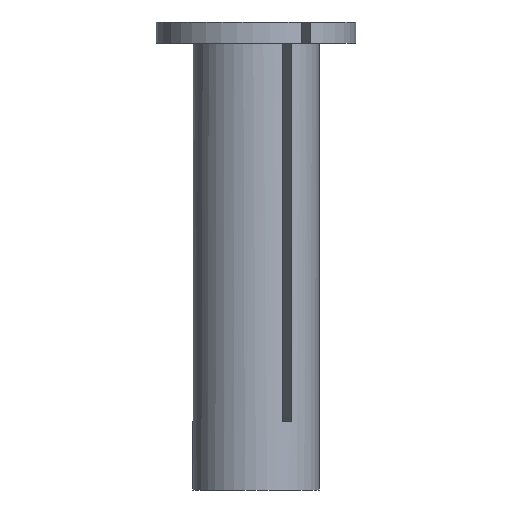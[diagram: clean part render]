
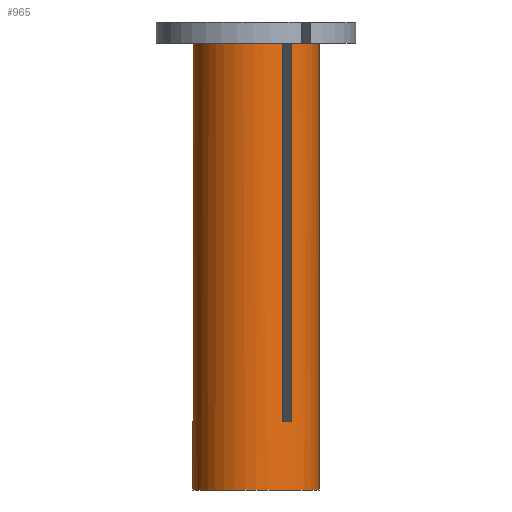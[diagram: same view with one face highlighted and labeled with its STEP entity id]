
A CAD part, front view. The second image highlights one B-rep face of the part: STEP entity #965.
In plain terms, the highlighted cylindrical face has radius 6 mm (diameter 12 mm), a partial arc.
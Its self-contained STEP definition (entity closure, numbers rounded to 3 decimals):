
#12 = EDGE_CURVE ( 'NONE', #622, #737, #868, .T. ) ;
#76 = DIRECTION ( 'NONE',  ( 0., 0., -1. ) ) ;
#79 = ORIENTED_EDGE ( 'NONE', *, *, #422, .F. ) ;
#85 = CARTESIAN_POINT ( 'NONE',  ( 0., 0., 42.5 ) ) ;
#98 = DIRECTION ( 'NONE',  ( -1., 0., 0. ) ) ;
#111 = DIRECTION ( 'NONE',  ( 0., 0., 1. ) ) ;
#112 = CIRCLE ( 'NONE', #148, 6. ) ;
#132 = CARTESIAN_POINT ( 'NONE',  ( -5.979, -0.5, 6.5 ) ) ;
#148 = AXIS2_PLACEMENT_3D ( 'NONE', #750, #255, #98 ) ;
#155 = ORIENTED_EDGE ( 'NONE', *, *, #400, .F. ) ;
#157 = CARTESIAN_POINT ( 'NONE',  ( 2.557, -5.428, 6.5 ) ) ;
#162 = VECTOR ( 'NONE', #111, 1000. ) ;
#179 = FACE_OUTER_BOUND ( 'NONE', #550, .T. ) ;
#181 = ORIENTED_EDGE ( 'NONE', *, *, #594, .F. ) ;
#184 = DIRECTION ( 'NONE',  ( -1., 0., 0. ) ) ;
#190 = CARTESIAN_POINT ( 'NONE',  ( 3.423, -4.928, 42.5 ) ) ;
#197 = VERTEX_POINT ( 'NONE', #157 ) ;
#213 = AXIS2_PLACEMENT_3D ( 'NONE', #869, #416, #1006 ) ;
#248 = CIRCLE ( 'NONE', #548, 6. ) ;
#255 = DIRECTION ( 'NONE',  ( 0., 0., -1. ) ) ;
#265 = DIRECTION ( 'NONE',  ( 0., 0., 1. ) ) ;
#276 = VECTOR ( 'NONE', #772, 1000. ) ;
#281 = CARTESIAN_POINT ( 'NONE',  ( 3.423, -4.928, -14.163 ) ) ;
#283 = CARTESIAN_POINT ( 'NONE',  ( -6., 0., 0. ) ) ;
#284 = LINE ( 'NONE', #689, #162 ) ;
#296 = VERTEX_POINT ( 'NONE', #739 ) ;
#299 = LINE ( 'NONE', #1012, #276 ) ;
#302 = ORIENTED_EDGE ( 'NONE', *, *, #895, .F. ) ;
#311 = VECTOR ( 'NONE', #370, 1000. ) ;
#314 = EDGE_CURVE ( 'NONE', #734, #731, #248, .T. ) ;
#324 = DIRECTION ( 'NONE',  ( 0., 0., -1. ) ) ;
#329 = CYLINDRICAL_SURFACE ( 'NONE', #429, 6. ) ;
#331 = DIRECTION ( 'NONE',  ( -1., 0., 0. ) ) ;
#346 = CARTESIAN_POINT ( 'NONE',  ( 0., 0., 6.5 ) ) ;
#370 = DIRECTION ( 'NONE',  ( 0., 0., 1. ) ) ;
#371 = CARTESIAN_POINT ( 'NONE',  ( -6., 0., -14.163 ) ) ;
#400 = EDGE_CURVE ( 'NONE', #296, #632, #907, .T. ) ;
#403 = CARTESIAN_POINT ( 'NONE',  ( 0., 0., -14.163 ) ) ;
#415 = CARTESIAN_POINT ( 'NONE',  ( 3.423, -4.928, 6.5 ) ) ;
#416 = DIRECTION ( 'NONE',  ( 0., 0., -1. ) ) ;
#422 = EDGE_CURVE ( 'NONE', #197, #622, #539, .T. ) ;
#429 = AXIS2_PLACEMENT_3D ( 'NONE', #403, #76, #331 ) ;
#453 = DIRECTION ( 'NONE',  ( -1., 0., 0. ) ) ;
#468 = EDGE_CURVE ( 'NONE', #296, #737, #112, .T. ) ;
#501 = CIRCLE ( 'NONE', #971, 6. ) ;
#536 = CARTESIAN_POINT ( 'NONE',  ( 0., 0., 6.5 ) ) ;
#539 = CIRCLE ( 'NONE', #650, 6. ) ;
#548 = AXIS2_PLACEMENT_3D ( 'NONE', #85, #324, #733 ) ;
#550 = EDGE_LOOP ( 'NONE', ( #155, #764, #908, #79, #1013, #916, #711, #302, #819, #181 ) ) ;
#594 = EDGE_CURVE ( 'NONE', #632, #920, #595, .T. ) ;
#595 = CIRCLE ( 'NONE', #213, 6. ) ;
#598 = LINE ( 'NONE', #371, #811 ) ;
#600 = CARTESIAN_POINT ( 'NONE',  ( 2.557, -5.428, 42.5 ) ) ;
#602 = DIRECTION ( 'NONE',  ( 0., 0., -1. ) ) ;
#612 = DIRECTION ( 'NONE',  ( 0., 0., -1. ) ) ;
#622 = VERTEX_POINT ( 'NONE', #415 ) ;
#632 = VERTEX_POINT ( 'NONE', #987 ) ;
#650 = AXIS2_PLACEMENT_3D ( 'NONE', #346, #265, #184 ) ;
#684 = CARTESIAN_POINT ( 'NONE',  ( -5.979, -0.5, 42.5 ) ) ;
#689 = CARTESIAN_POINT ( 'NONE',  ( -5.979, -0.5, -14.163 ) ) ;
#707 = CARTESIAN_POINT ( 'NONE',  ( -6., 0., 6.5 ) ) ;
#711 = ORIENTED_EDGE ( 'NONE', *, *, #787, .F. ) ;
#731 = VERTEX_POINT ( 'NONE', #684 ) ;
#733 = DIRECTION ( 'NONE',  ( -1., 0., 0. ) ) ;
#734 = VERTEX_POINT ( 'NONE', #600 ) ;
#737 = VERTEX_POINT ( 'NONE', #190 ) ;
#739 = CARTESIAN_POINT ( 'NONE',  ( 6., 0., 42.5 ) ) ;
#750 = CARTESIAN_POINT ( 'NONE',  ( 0., 0., 42.5 ) ) ;
#764 = ORIENTED_EDGE ( 'NONE', *, *, #468, .T. ) ;
#772 = DIRECTION ( 'NONE',  ( 0., 0., -1. ) ) ;
#787 = EDGE_CURVE ( 'NONE', #927, #731, #284, .T. ) ;
#811 = VECTOR ( 'NONE', #612, 1000. ) ;
#819 = ORIENTED_EDGE ( 'NONE', *, *, #904, .T. ) ;
#868 = LINE ( 'NONE', #281, #311 ) ;
#869 = CARTESIAN_POINT ( 'NONE',  ( 0., 0., 0. ) ) ;
#891 = EDGE_CURVE ( 'NONE', #734, #197, #299, .T. ) ;
#895 = EDGE_CURVE ( 'NONE', #951, #927, #501, .T. ) ;
#904 = EDGE_CURVE ( 'NONE', #951, #920, #598, .T. ) ;
#907 = LINE ( 'NONE', #909, #1015 ) ;
#908 = ORIENTED_EDGE ( 'NONE', *, *, #12, .F. ) ;
#909 = CARTESIAN_POINT ( 'NONE',  ( 6., 0., -14.163 ) ) ;
#916 = ORIENTED_EDGE ( 'NONE', *, *, #314, .T. ) ;
#920 = VERTEX_POINT ( 'NONE', #283 ) ;
#927 = VERTEX_POINT ( 'NONE', #132 ) ;
#930 = DIRECTION ( 'NONE',  ( 0., 0., 1. ) ) ;
#951 = VERTEX_POINT ( 'NONE', #707 ) ;
#965 = ADVANCED_FACE ( 'NONE', ( #179 ), #329, .T. ) ;
#971 = AXIS2_PLACEMENT_3D ( 'NONE', #536, #930, #453 ) ;
#987 = CARTESIAN_POINT ( 'NONE',  ( 6., 0., 0. ) ) ;
#1006 = DIRECTION ( 'NONE',  ( -1., 0., 0. ) ) ;
#1012 = CARTESIAN_POINT ( 'NONE',  ( 2.557, -5.428, -14.163 ) ) ;
#1013 = ORIENTED_EDGE ( 'NONE', *, *, #891, .F. ) ;
#1015 = VECTOR ( 'NONE', #602, 1000. ) ;
